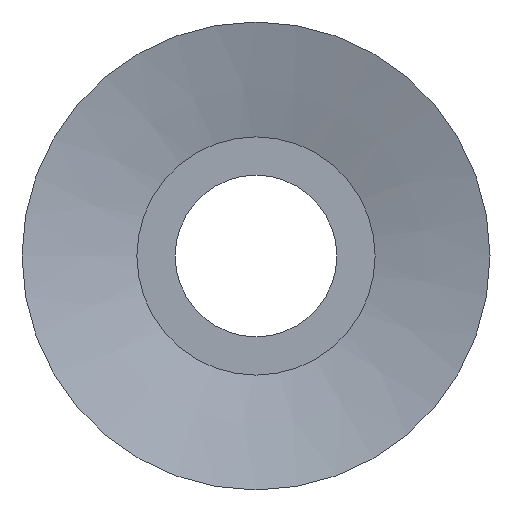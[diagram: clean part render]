
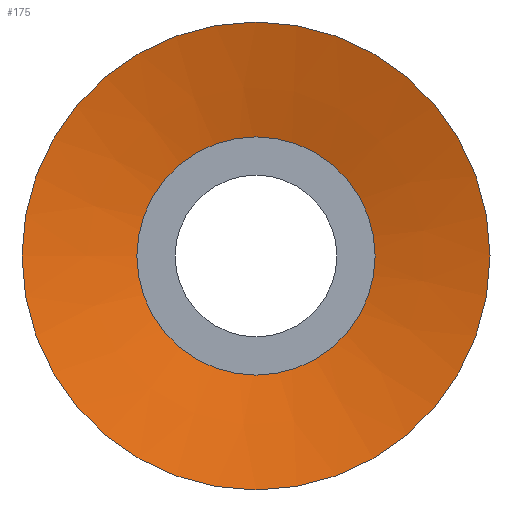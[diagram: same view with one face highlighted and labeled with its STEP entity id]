
A CAD part, front view. The second image highlights one B-rep face of the part: STEP entity #175.
In plain terms, the highlighted conical face has half-angle 75 degrees and reference radius 24.5 mm.
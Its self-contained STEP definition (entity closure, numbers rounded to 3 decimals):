
#171=CONICAL_SURFACE('',#484,24.5,75.);
#175=ADVANCED_FACE('',(#213,#214),#171,.F.);
#213=FACE_BOUND('',#239,.T.);
#214=FACE_BOUND('',#240,.T.);
#239=EDGE_LOOP('',(#277));
#240=EDGE_LOOP('',(#278));
#277=ORIENTED_EDGE('',*,*,#409,.F.);
#278=ORIENTED_EDGE('',*,*,#407,.T.);
#371=VERTEX_POINT('',#655);
#373=VERTEX_POINT('',#660);
#407=EDGE_CURVE('',#371,#371,#455,.T.);
#409=EDGE_CURVE('',#373,#373,#457,.T.);
#455=CIRCLE('',#480,24.5);
#457=CIRCLE('',#483,55.);
#480=AXIS2_PLACEMENT_3D('',#654,#531,#532);
#483=AXIS2_PLACEMENT_3D('',#659,#537,#538);
#484=AXIS2_PLACEMENT_3D('',#661,#539,#540);
#531=DIRECTION('',(0.,1.,0.));
#532=DIRECTION('',(-1.,0.,0.));
#537=DIRECTION('',(0.,1.,0.));
#538=DIRECTION('',(-1.,0.,0.));
#539=DIRECTION('',(0.,-1.,0.));
#540=DIRECTION('',(1.,0.,0.));
#654=CARTESIAN_POINT('',(0.,7.672,0.));
#655=CARTESIAN_POINT('',(-24.5,7.672,0.));
#659=CARTESIAN_POINT('',(0.,-0.5,0.));
#660=CARTESIAN_POINT('',(-55.,-0.5,0.));
#661=CARTESIAN_POINT('',(0.,7.672,0.));
